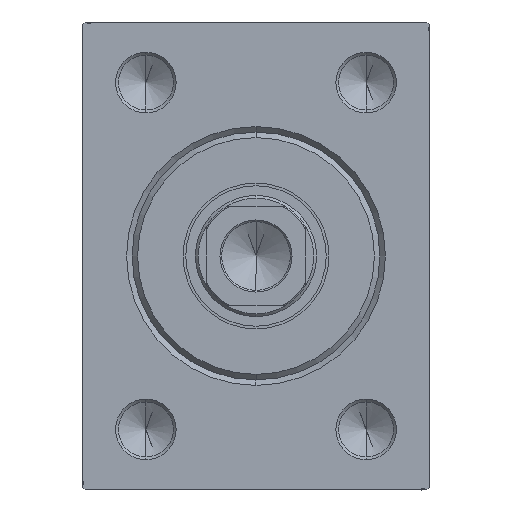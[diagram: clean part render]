
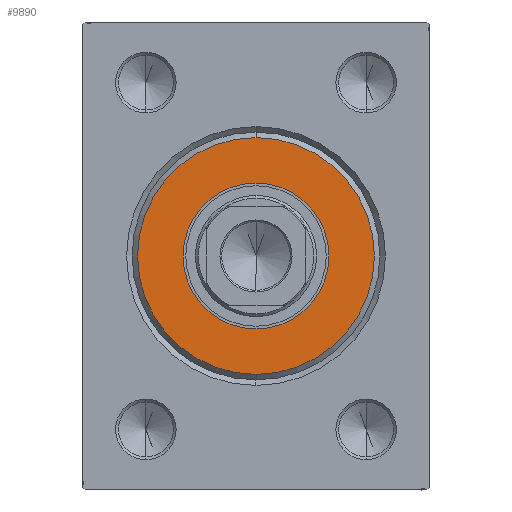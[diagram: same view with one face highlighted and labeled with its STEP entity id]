
A CAD part, left-side view. The second image highlights one B-rep face of the part: STEP entity #9890.
In plain terms, the highlighted face is planar.
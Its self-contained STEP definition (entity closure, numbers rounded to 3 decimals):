
#2616 = CIRCLE ( 'NONE', #37532, 13.25 ) ;
#3403 = EDGE_CURVE ( 'NONE', #11303, #6192, #33985, .T. ) ;
#4141 = EDGE_CURVE ( 'NONE', #26045, #28849, #2616, .T. ) ;
#6192 = VERTEX_POINT ( 'NONE', #26325 ) ;
#6244 = DIRECTION ( 'NONE',  ( 1., 0., 0. ) ) ;
#7737 = EDGE_LOOP ( 'NONE', ( #23448, #25692 ) ) ;
#8569 = DIRECTION ( 'NONE',  ( 1., 0., 0. ) ) ;
#9890 = ADVANCED_FACE ( 'NONE', ( #27199, #43718 ), #30130, .T. ) ;
#10598 = AXIS2_PLACEMENT_3D ( 'NONE', #13160, #6244, #16522 ) ;
#11303 = VERTEX_POINT ( 'NONE', #27319 ) ;
#11816 = CARTESIAN_POINT ( 'NONE',  ( 3., 0., 0. ) ) ;
#12043 = DIRECTION ( 'NONE',  ( 1., 0., 0. ) ) ;
#13160 = CARTESIAN_POINT ( 'NONE',  ( 3., 0., 0. ) ) ;
#15136 = CARTESIAN_POINT ( 'NONE',  ( 3., 0., 0. ) ) ;
#15386 = CARTESIAN_POINT ( 'NONE',  ( 3., 0., 0. ) ) ;
#15807 = DIRECTION ( 'NONE',  ( 0., 0., -1. ) ) ;
#16522 = DIRECTION ( 'NONE',  ( 0., 0., -1. ) ) ;
#16649 = EDGE_LOOP ( 'NONE', ( #23978, #17558 ) ) ;
#17558 = ORIENTED_EDGE ( 'NONE', *, *, #4141, .F. ) ;
#19383 = DIRECTION ( 'NONE',  ( 1., 0., 0. ) ) ;
#19540 = CARTESIAN_POINT ( 'NONE',  ( 3., 0., -13.25 ) ) ;
#19947 = CIRCLE ( 'NONE', #28448, 21.5 ) ;
#22989 = DIRECTION ( 'NONE',  ( 0., 0., -1. ) ) ;
#23448 = ORIENTED_EDGE ( 'NONE', *, *, #33676, .T. ) ;
#23978 = ORIENTED_EDGE ( 'NONE', *, *, #24155, .F. ) ;
#24155 = EDGE_CURVE ( 'NONE', #28849, #26045, #37522, .T. ) ;
#25692 = ORIENTED_EDGE ( 'NONE', *, *, #3403, .T. ) ;
#26045 = VERTEX_POINT ( 'NONE', #39419 ) ;
#26325 = CARTESIAN_POINT ( 'NONE',  ( 3., 0., 21.5 ) ) ;
#27199 = FACE_OUTER_BOUND ( 'NONE', #7737, .T. ) ;
#27319 = CARTESIAN_POINT ( 'NONE',  ( 3., 0., -21.5 ) ) ;
#28448 = AXIS2_PLACEMENT_3D ( 'NONE', #15136, #19383, #15807 ) ;
#28849 = VERTEX_POINT ( 'NONE', #19540 ) ;
#29663 = DIRECTION ( 'NONE',  ( 0., 0., -1. ) ) ;
#30130 = PLANE ( 'NONE',  #10598 ) ;
#32556 = AXIS2_PLACEMENT_3D ( 'NONE', #39135, #8569, #35794 ) ;
#33676 = EDGE_CURVE ( 'NONE', #6192, #11303, #19947, .T. ) ;
#33985 = CIRCLE ( 'NONE', #32556, 21.5 ) ;
#35794 = DIRECTION ( 'NONE',  ( 0., 0., -1. ) ) ;
#37522 = CIRCLE ( 'NONE', #41758, 13.25 ) ;
#37532 = AXIS2_PLACEMENT_3D ( 'NONE', #11816, #39035, #29663 ) ;
#39035 = DIRECTION ( 'NONE',  ( 1., 0., 0. ) ) ;
#39135 = CARTESIAN_POINT ( 'NONE',  ( 3., 0., 0. ) ) ;
#39419 = CARTESIAN_POINT ( 'NONE',  ( 3., 0., 13.25 ) ) ;
#41758 = AXIS2_PLACEMENT_3D ( 'NONE', #15386, #12043, #22989 ) ;
#43718 = FACE_BOUND ( 'NONE', #16649, .T. ) ;
